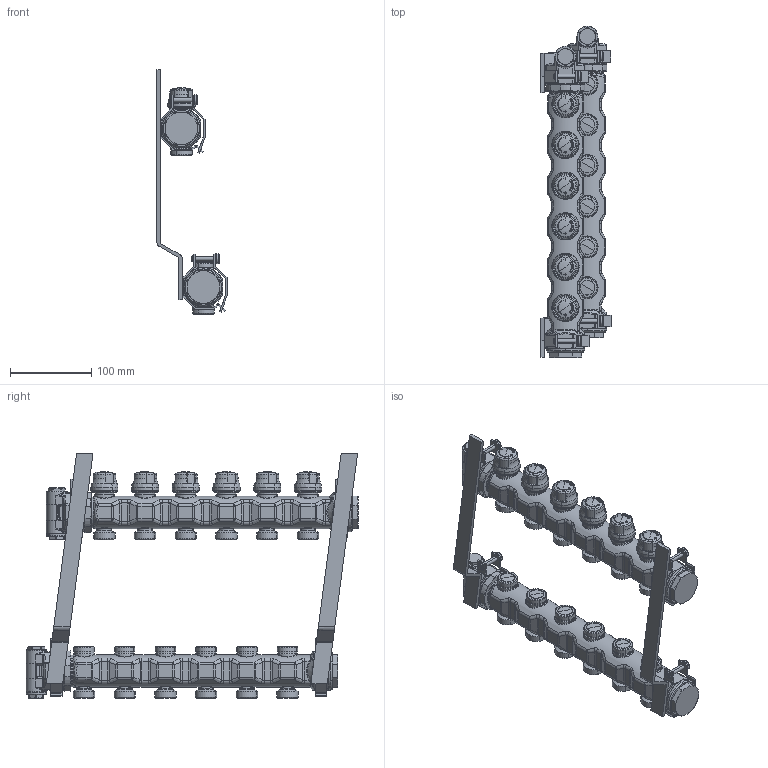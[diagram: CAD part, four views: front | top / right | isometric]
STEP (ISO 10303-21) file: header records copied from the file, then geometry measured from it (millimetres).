
FILE_DESCRIPTION(('CATIA V5 STEP Exchange','CAx-IF Rec.Pracs.--- Model Styling and Organization---1.4--- 2014-01-23','CAx-IF Rec.Pracs.---3D Tessellated Data Validation Properties---0.5---2014-09-14'),'2;1');
FILE_NAME('STEP_6637F5_-_TST.stp','2021-09-09T12:47:59+00:00',('none'),('none'),'CATIA Version 5-6 Release 2019 SP3','CATIA V5 STEP AP242 v1','none');
FILE_SCHEMA(('AP242_MANAGED_MODEL_BASED_3D_ENGINEERING_MIM_LF {1 0 10303 442 1 1 4}'));
Products named in the file (1): 6637F5 - TST
Bounding box: 86 x 407.75 x 300.4 mm (x, y, z)
Volume: 1410419.9 mm3; surface area: 216837.3 mm2
Topology: 2 solids, 8 shells, 3846 faces, 9400 edges, 5340 vertices
Faces by surface type: plane 1028, bspline 974, cylinder 944, sphere 336, cone 318, torus 246
Entity records: 151520 total; most frequent: CARTESIAN_POINT 77256, ORIENTED_EDGE 18040, DIRECTION 9056, EDGE_CURVE 9020, VERTEX_POINT 5340, AXIS2_PLACEMENT_3D 4250, B_SPLINE_CURVE_WITH_KNOTS 4174, EDGE_LOOP 4016
